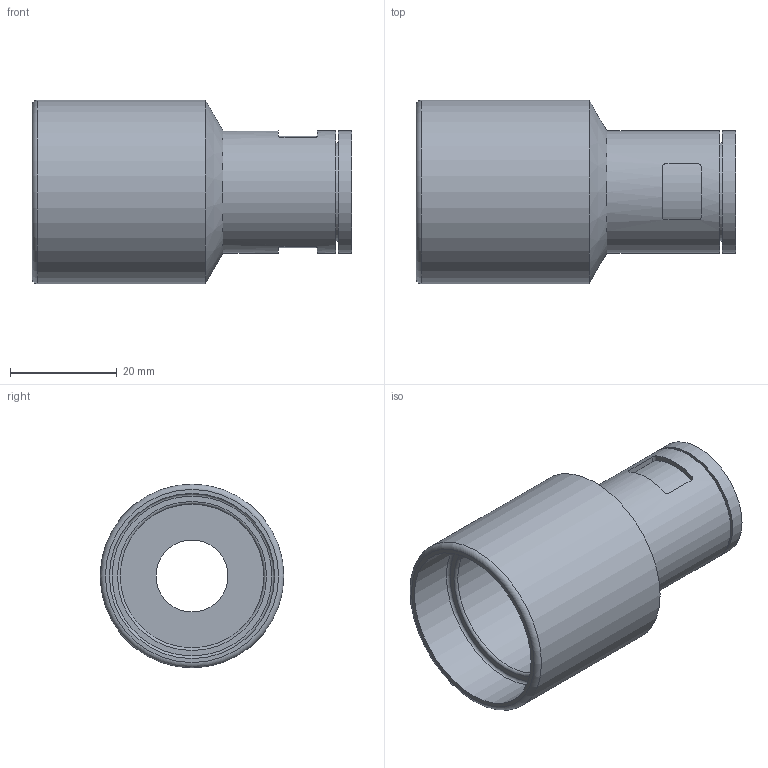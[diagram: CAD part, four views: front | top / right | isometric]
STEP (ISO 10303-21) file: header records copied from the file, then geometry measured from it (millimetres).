
FILE_DESCRIPTION( ( 'STEP AP203' ), '1' );
FILE_NAME( 'FLEXA RQGR 5601.015.234.stp', '2020-03-24T09:53:28', ( 'License CC BY-ND 4.0' ), ( 'CADENAS' ), ' ', 'PARTsolutions', ' ' );
FILE_SCHEMA( ( 'CONFIG_CONTROL_DESIGN' ) );
Length unit declared in the file: millimetre
Products named in the file (1): _FLEXA RQGR 5601.015.234
Bounding box: 60 x 34.5 x 34.5 mm (x, y, z)
Volume: 16850 mm3; surface area: 11405.9 mm2
Topology: 1 solids, 1 shells, 38 faces, 85 edges, 55 vertices
Faces by surface type: cylinder 18, plane 15, torus 4, cone 1
Full cylindrical faces by diameter (mm): 13.5 x1, 15.8 x1, 18.5 x1, 23 x2, 27 x1, 31 x1, 34.5 x1
Entity records: 1080 total; most frequent: CARTESIAN_POINT 263, DIRECTION 158, ORIENTED_EDGE 136, EDGE_CURVE 68, AXIS2_PLACEMENT_3D 67, EDGE_LOOP 60, VERTEX_POINT 52, FACE_OUTER_BOUND 50
